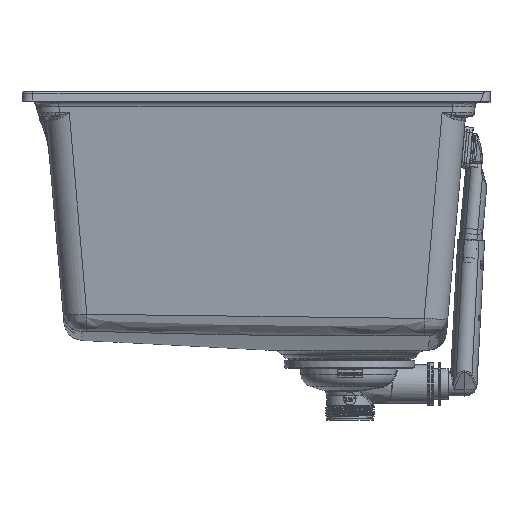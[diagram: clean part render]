
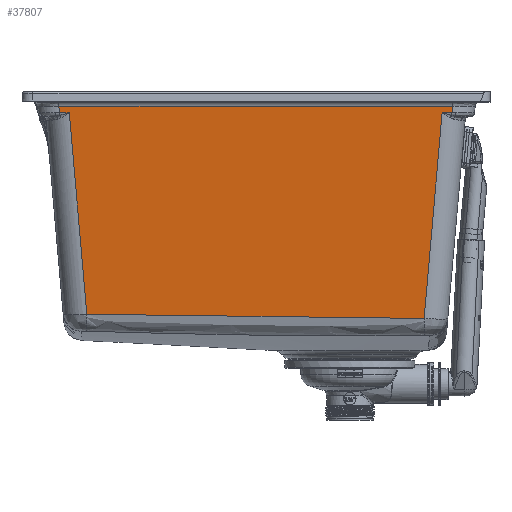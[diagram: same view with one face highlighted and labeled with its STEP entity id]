
A CAD part, front view. The second image highlights one B-rep face of the part: STEP entity #37807.
In plain terms, the highlighted planar face has unit normal (0, -0.996, -0.087).
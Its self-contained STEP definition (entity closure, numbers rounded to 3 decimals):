
#1434=B_SPLINE_CURVE_WITH_KNOTS('',3,(#73976,#73977,#73978,#73979,#73980,
#73981),.UNSPECIFIED.,.F.,.F.,(4,1,1,4),(0.,9.332,18.664,
32.662),.UNSPECIFIED.);
#5623=FACE_OUTER_BOUND('',#7811,.T.);
#7811=EDGE_LOOP('',(#33822,#33823,#33824,#33825,#33826,#33827,#33828,#33829));
#10794=LINE('',#73861,#13686);
#10805=LINE('',#73964,#13697);
#10806=LINE('',#73970,#13698);
#10807=LINE('',#73972,#13699);
#10808=LINE('',#73974,#13700);
#10809=LINE('',#73983,#13701);
#10810=LINE('',#73984,#13702);
#13686=VECTOR('',#51734,10.);
#13697=VECTOR('',#51773,10.);
#13698=VECTOR('',#51780,10.);
#13699=VECTOR('',#51781,10.);
#13700=VECTOR('',#51782,10.);
#13701=VECTOR('',#51783,10.);
#13702=VECTOR('',#51784,10.);
#17268=VERTEX_POINT('',#73855);
#17269=VERTEX_POINT('',#73859);
#17283=VERTEX_POINT('',#73963);
#17285=VERTEX_POINT('',#73969);
#17286=VERTEX_POINT('',#73971);
#17287=VERTEX_POINT('',#73973);
#17288=VERTEX_POINT('',#73975);
#17289=VERTEX_POINT('',#73982);
#22806=EDGE_CURVE('',#17269,#17268,#10794,.T.);
#22827=EDGE_CURVE('',#17283,#17268,#10805,.T.);
#22830=EDGE_CURVE('',#17269,#17285,#10806,.T.);
#22831=EDGE_CURVE('',#17286,#17285,#10807,.T.);
#22832=EDGE_CURVE('',#17286,#17287,#10808,.T.);
#22833=EDGE_CURVE('',#17288,#17287,#1434,.T.);
#22834=EDGE_CURVE('',#17289,#17288,#10809,.T.);
#22835=EDGE_CURVE('',#17283,#17289,#10810,.T.);
#33822=ORIENTED_EDGE('',*,*,#22806,.F.);
#33823=ORIENTED_EDGE('',*,*,#22830,.T.);
#33824=ORIENTED_EDGE('',*,*,#22831,.F.);
#33825=ORIENTED_EDGE('',*,*,#22832,.T.);
#33826=ORIENTED_EDGE('',*,*,#22833,.F.);
#33827=ORIENTED_EDGE('',*,*,#22834,.F.);
#33828=ORIENTED_EDGE('',*,*,#22835,.F.);
#33829=ORIENTED_EDGE('',*,*,#22827,.T.);
#35869=PLANE('',#41570);
#37807=ADVANCED_FACE('',(#5623),#35869,.T.);
#41570=AXIS2_PLACEMENT_3D('',#73968,#51778,#51779);
#51734=DIRECTION('',(1.,0.,0.));
#51773=DIRECTION('',(0.087,-0.087,0.992));
#51778=DIRECTION('center_axis',(0.,-0.996,
-0.087));
#51779=DIRECTION('ref_axis',(-1.,0.,0.));
#51780=DIRECTION('',(0.087,0.087,-0.992));
#51781=DIRECTION('',(-1.,0.,0.));
#51782=DIRECTION('',(0.087,0.087,-0.992));
#51783=DIRECTION('',(-0.087,0.087,-0.992));
#51784=DIRECTION('',(-1.,0.,0.));
#73855=CARTESIAN_POINT('',(186.036,-379.992,-14.108));
#73859=CARTESIAN_POINT('',(-195.116,-379.992,-14.108));
#73861=CARTESIAN_POINT('',(114.01,-379.992,-14.108));
#73963=CARTESIAN_POINT('',(185.49,-379.446,-20.349));
#73964=CARTESIAN_POINT('',(184.533,-378.489,-31.287));
#73968=CARTESIAN_POINT('Origin',(193.66,-381.173,-0.61));
#73969=CARTESIAN_POINT('',(-194.57,-379.446,-20.349));
#73970=CARTESIAN_POINT('',(-194.884,-379.76,-16.767));
#73971=CARTESIAN_POINT('',(-185.074,-379.446,-20.349));
#73972=CARTESIAN_POINT('',(-1.665,-379.446,-20.349));
#73973=CARTESIAN_POINT('',(-168.003,-362.375,-215.476));
#73974=CARTESIAN_POINT('',(-185.427,-379.799,-16.315));
#73975=CARTESIAN_POINT('',(158.57,-362.023,-219.501));
#73976=CARTESIAN_POINT('Ctrl Pts',(158.57,-362.023,-219.501));
#73977=CARTESIAN_POINT('Ctrl Pts',(127.465,-361.994,-219.836));
#73978=CARTESIAN_POINT('Ctrl Pts',(65.25,-361.972,-220.083));
#73979=CARTESIAN_POINT('Ctrl Pts',(-43.622,-362.072,
-218.94));
#73980=CARTESIAN_POINT('Ctrl Pts',(-121.365,-362.247,
-216.934));
#73981=CARTESIAN_POINT('Ctrl Pts',(-168.003,-362.375,
-215.476));
#73982=CARTESIAN_POINT('',(175.994,-379.446,-20.349));
#73983=CARTESIAN_POINT('',(175.02,-378.472,-31.481));
#73984=CARTESIAN_POINT('',(190.785,-379.446,-20.349));
